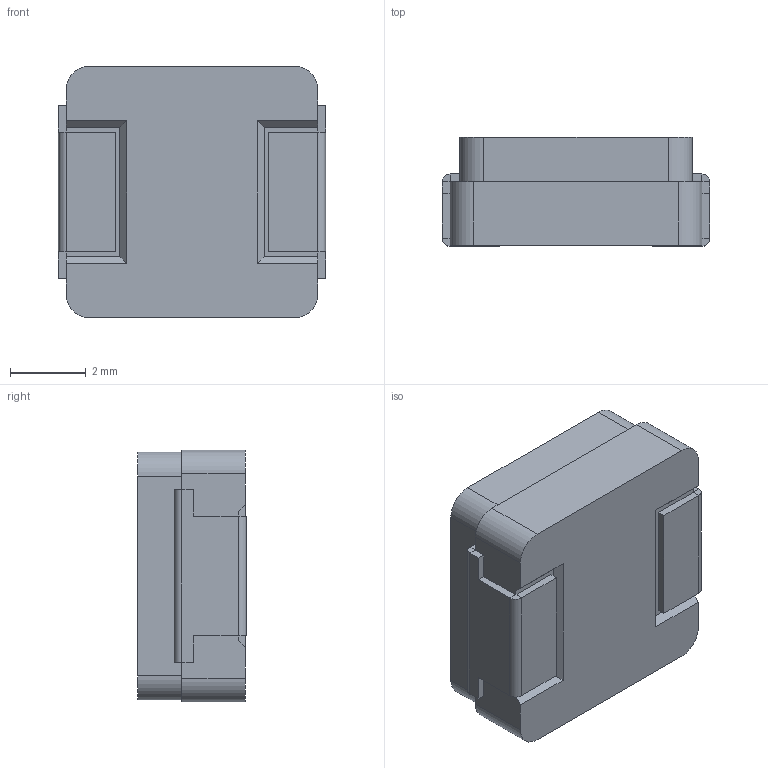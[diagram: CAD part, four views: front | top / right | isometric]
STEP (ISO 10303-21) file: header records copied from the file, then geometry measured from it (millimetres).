
FILE_DESCRIPTION (( 'STEP AP214' ), '1' );
FILE_NAME ('IHLP2525CZ.STEP', '2014-05-30T14:24:28', ( '' ), ( '' ), 'SwSTEP 2.0', 'SolidWorks 2014', '' );
FILE_SCHEMA (( 'AUTOMOTIVE_DESIGN' ));
Length unit declared in the file: inch
Products named in the file (1): IHLP2525CZ
Bounding box: 7.08 x 2.88 x 6.67 mm (x, y, z)
Volume: 124.3 mm3; surface area: 168.2 mm2
Topology: 1 solids, 1 shells, 78 faces, 212 edges, 136 vertices
Faces by surface type: plane 66, cylinder 12
Entity records: 3466 total; most frequent: CARTESIAN_POINT 427, ORIENTED_EDGE 424, DIRECTION 394, EDGE_CURVE 212, VECTOR 188, LINE 188, VERTEX_POINT 136, AXIS2_PLACEMENT_3D 103
